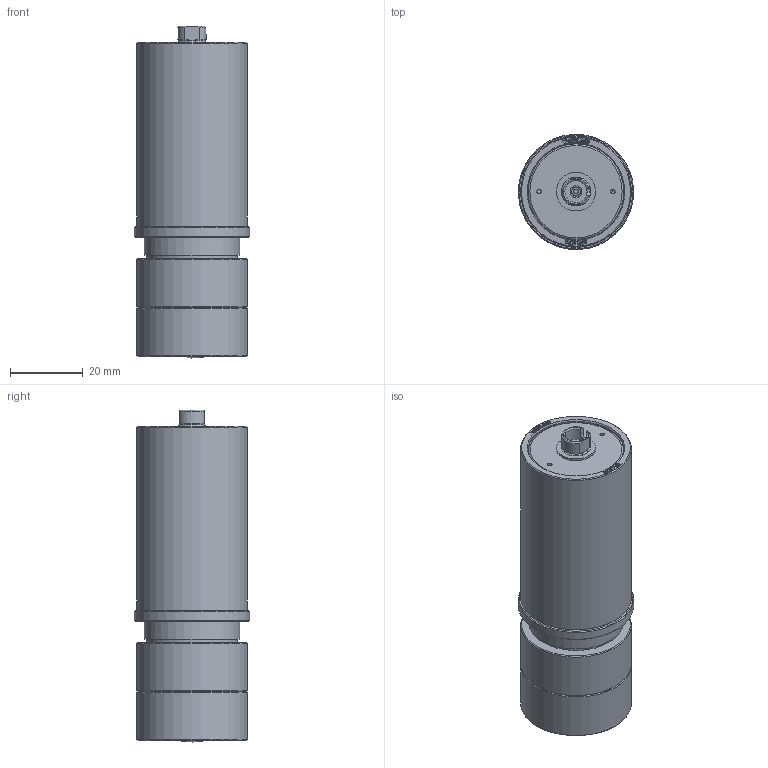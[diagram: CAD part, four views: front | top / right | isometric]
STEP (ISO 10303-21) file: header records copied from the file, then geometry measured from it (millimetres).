
FILE_DESCRIPTION(/* description */ (''),/* implementation_level */ '2;1');
FILE_NAME(/* name */ 'hexLaserCoupler.step',/* time_stamp */ '2020-03-09T17:32:42-07:00',/* author */ (''),/* organization */ (''),/* preprocessor_version */ 'ST-DEVELOPER v18',/* originating_system */ 'Autodesk Translation Framework v8.12.0.6',/* authorisation */ '');
FILE_SCHEMA (('AUTOMOTIVE_DESIGN { 1 0 10303 214 3 1 1 }'));
Products named in the file (11): hexLaserCoupler; HexLightPipeMounted v2; 94355A140; HexLightPipeToSM1Adapter; SM1L05-Solidworks; SM1V05-Solidworks v1; SM1RR; AC254-035-A-Solidworks; SM1FC-Solidworks; step_65830; SM1M20-Solidworks v1
Assembly tree (16 placements, depth 3):
  hexLaserCoupler
    HexLightPipeMounted v2
      94355A140  x6
      HexLightPipeToSM1Adapter
    SM1L05-Solidworks
    SM1V05-Solidworks v1
    SM1RR  x2
    AC254-035-A-Solidworks
    SM1FC-Solidworks
    step_65830
    SM1M20-Solidworks v1
Bounding box: 31.7 x 31.7 x 91.35 mm (x, y, z)
Volume: 35605 mm3; surface area: 30452.4 mm2
Topology: 19 solids, 19 shells, 1228 faces, 3358 edges, 2248 vertices
Faces by surface type: bspline 468, plane 441, cylinder 198, cone 110, torus 7, sphere 4
Full cylindrical faces by diameter (mm): 1.191 x6, 1.27 x1, 2.02 x54, 2.3 x12, 2.502 x1, 2.845 x42, 6.071 x1, 9.525 x1, 10.405 x1, 22.911 x3, 24.003 x1, 24.13 x1, 24.892 x1, 25.375 x1, 25.4 x2, 26.162 x1, 26.289 x10, 27.686 x1, 30.48 x3, 31.75 x1
Entity records: 46479 total; most frequent: CARTESIAN_POINT 22391, ORIENTED_EDGE 5492, DIRECTION 3385, EDGE_CURVE 2746, VERTEX_POINT 1876, LINE 1367, VECTOR 1367, EDGE_LOOP 1122
